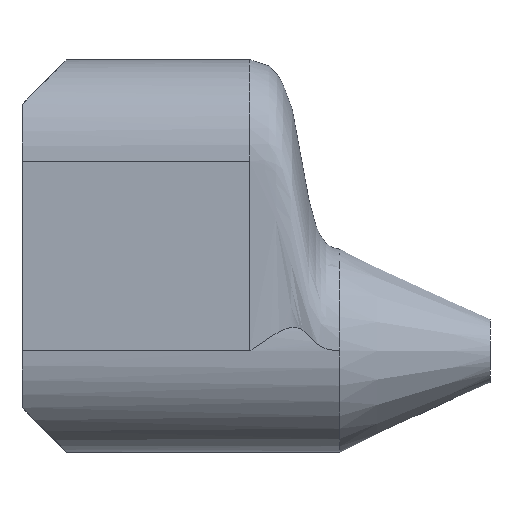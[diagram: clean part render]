
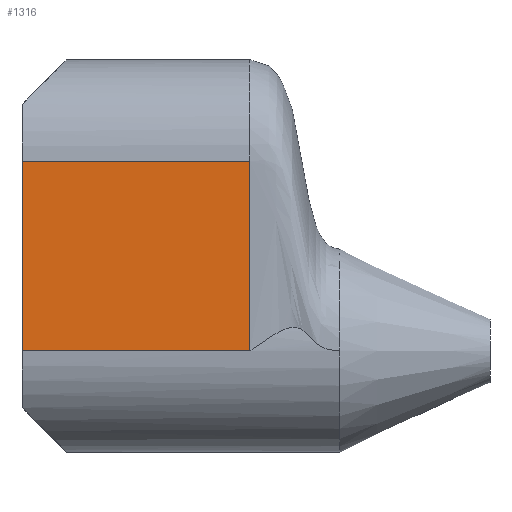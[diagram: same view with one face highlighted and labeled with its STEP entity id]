
A CAD part, left-side view. The second image highlights one B-rep face of the part: STEP entity #1316.
In plain terms, the highlighted planar face has unit normal (-1, 0, 0).
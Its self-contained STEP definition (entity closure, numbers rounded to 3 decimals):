
#927=PLANE('',#2869);
#956=FACE_OUTER_BOUND('',#1601,.T.);
#1057=LINE('',#3520,#1098);
#1058=LINE('',#3523,#1099);
#1059=LINE('',#3525,#1100);
#1060=LINE('',#3527,#1101);
#1098=VECTOR('',#3073,1.);
#1099=VECTOR('',#3074,1.);
#1100=VECTOR('',#3075,1.);
#1101=VECTOR('',#3076,1.);
#1316=ADVANCED_FACE('',(#956),#927,.F.);
#1601=EDGE_LOOP('',(#1789,#1790,#1791,#1792));
#1789=ORIENTED_EDGE('',*,*,#2530,.T.);
#1790=ORIENTED_EDGE('',*,*,#2531,.F.);
#1791=ORIENTED_EDGE('',*,*,#2532,.T.);
#1792=ORIENTED_EDGE('',*,*,#2533,.T.);
#2353=VERTEX_POINT('',#3521);
#2354=VERTEX_POINT('',#3522);
#2355=VERTEX_POINT('',#3524);
#2356=VERTEX_POINT('',#3526);
#2530=EDGE_CURVE('',#2353,#2354,#1057,.T.);
#2531=EDGE_CURVE('',#2355,#2354,#1058,.T.);
#2532=EDGE_CURVE('',#2355,#2356,#1059,.T.);
#2533=EDGE_CURVE('',#2356,#2353,#1060,.T.);
#2869=AXIS2_PLACEMENT_3D('',#3528,#3077,#3078);
#3073=DIRECTION('',(0.,0.,-1.));
#3074=DIRECTION('',(0.,1.,0.));
#3075=DIRECTION('',(0.,0.,1.));
#3076=DIRECTION('',(0.,1.,0.));
#3077=DIRECTION('',(1.,0.,0.));
#3078=DIRECTION('',(0.,0.,-1.));
#3520=CARTESIAN_POINT('',(-225.,0.,420.));
#3521=CARTESIAN_POINT('',(-225.,0.,420.));
#3522=CARTESIAN_POINT('',(-225.,0.,0.));
#3523=CARTESIAN_POINT('',(-225.,-500.,0.));
#3524=CARTESIAN_POINT('',(-225.,-505.,0.));
#3525=CARTESIAN_POINT('',(-225.,-505.,0.));
#3526=CARTESIAN_POINT('',(-225.,-505.,420.));
#3527=CARTESIAN_POINT('',(-225.,-500.,420.));
#3528=CARTESIAN_POINT('',(-225.,-500.,420.));
